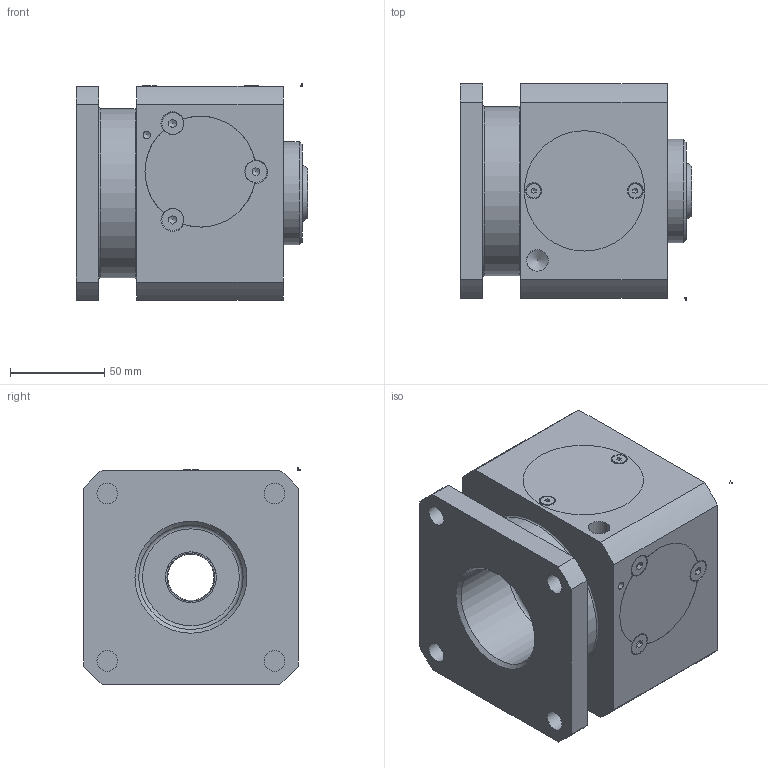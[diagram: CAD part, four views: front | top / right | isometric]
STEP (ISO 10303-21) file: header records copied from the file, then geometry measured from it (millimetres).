
FILE_DESCRIPTION(/* description */ (''),/* implementation_level */ '2;1');
FILE_NAME(/* name */ 'C-BH-100.stp',/* time_stamp */ '2016-02-01T13:50:34+01:00',/* author */ (''),/* organization */ (''),/* preprocessor_version */ 'ST-DEVELOPER v15.2',/* originating_system */ 'Autodesk Translator Framework v2.0.0.5431',/* authorisation */ '');
FILE_SCHEMA (('AUTOMOTIVE_DESIGN { 1 0 10303 214 3 1 1 }'));
Length unit declared in the file: centimetre
Products named in the file (1): (Unsaved)
Bounding box: 123 x 115.17 x 115.33 mm (x, y, z)
Volume: 900435.1 mm3; surface area: 145808.5 mm2
Topology: 21 solids, 21 shells, 1144 faces, 3055 edges, 1991 vertices
Faces by surface type: bspline 641, plane 294, cylinder 121, cone 82, torus 6
Full cylindrical faces by diameter (mm): 3 x2, 3.242 x6, 4 x6, 4.5 x2, 4.917 x6, 6 x12, 6.5 x6, 7.64 x2, 8.376 x4, 11 x4, 11.445 x1, 11.57 x6, 18 x1, 25.5 x1, 27 x2, 32 x1, 35 x2, 40 x2, 47 x2, 50 x5, 55 x1, 55.5 x1, 59 x1, 64 x2, 90 x1
Entity records: 40686 total; most frequent: CARTESIAN_POINT 17601, ORIENTED_EDGE 5734, EDGE_CURVE 2847, DIRECTION 2719, VERTEX_POINT 1944, EDGE_LOOP 1371, B_SPLINE_CURVE_WITH_KNOTS 1363, ADVANCED_FACE 1144
